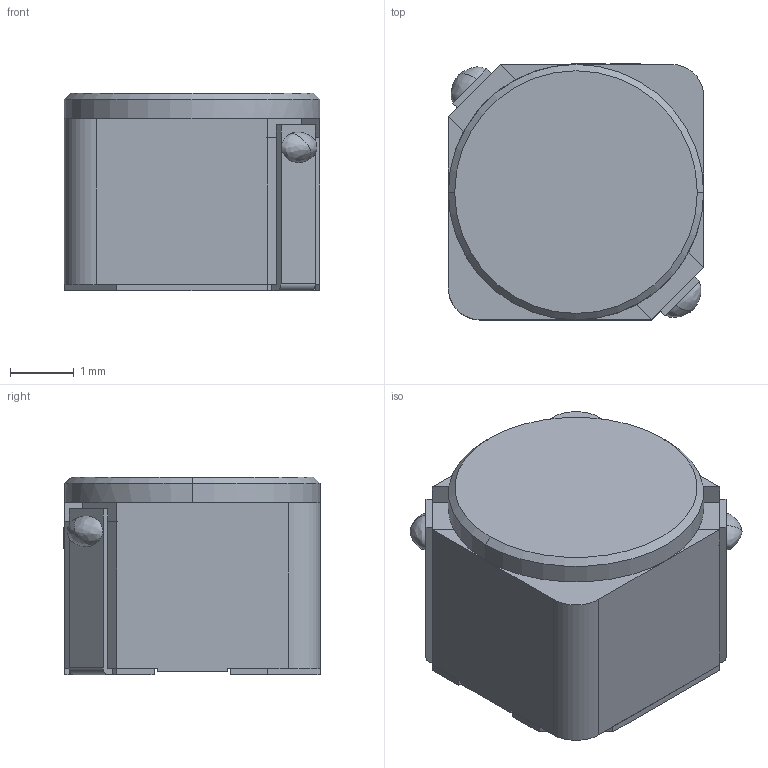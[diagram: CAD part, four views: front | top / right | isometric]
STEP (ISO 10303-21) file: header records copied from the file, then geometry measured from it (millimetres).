
FILE_DESCRIPTION (( 'STEP AP214' ), '1' );
FILE_NAME ('IND-SMD_L4.0-W4.0_SMRH3D28-100MT.step', '2022-07-09T00:14:39', ( '' ), ( '' ), 'SwSTEP 2.0', 'SolidWorks 2020', '' );
FILE_SCHEMA (( 'AUTOMOTIVE_DESIGN' ));
Length unit declared in the file: millimetre
Products named in the file (1): IND-SMD_L4.0-W4.0_SMRH3D28-100MT
Bounding box: 4 x 4.01 x 3.1 mm (x, y, z)
Volume: 44.4 mm3; surface area: 105.7 mm2
Topology: 3 solids, 3 shells, 372 faces, 999 edges, 658 vertices
Faces by surface type: plane 238, bspline 116, cylinder 14, cone 4
Entity records: 17133 total; most frequent: CARTESIAN_POINT 4462, ORIENTED_EDGE 1990, DIRECTION 1315, EDGE_CURVE 995, VECTOR 717, LINE 717, VERTEX_POINT 658, EDGE_LOOP 401
